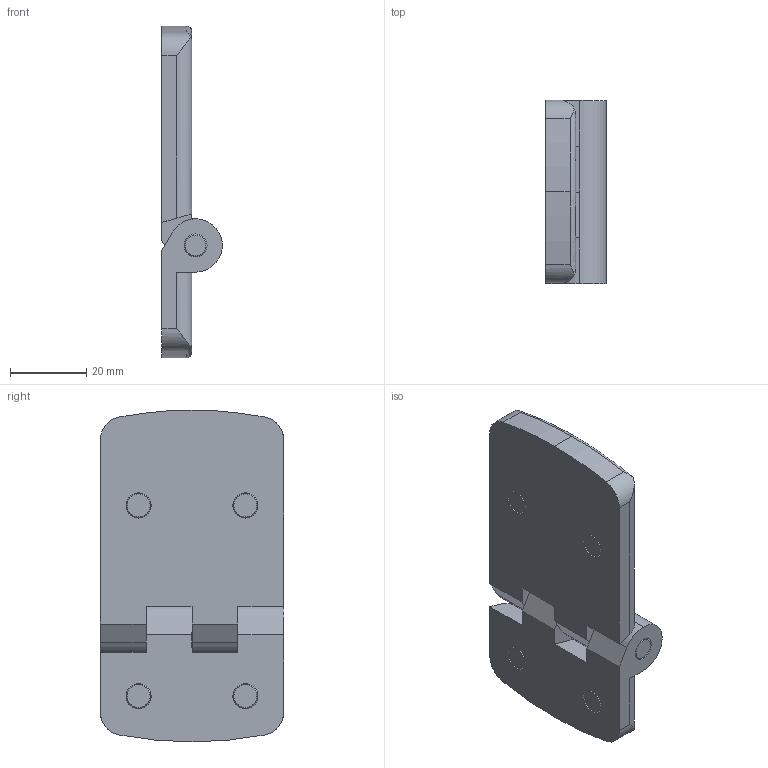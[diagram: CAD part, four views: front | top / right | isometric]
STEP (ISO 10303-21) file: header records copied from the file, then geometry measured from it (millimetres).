
FILE_DESCRIPTION (( 'STEP AP214' ), '1' );
FILE_NAME ('72267271', '2019-02-04T10:04:36', ( '' ), ('JUGARD+KÜNSTNER GmbH'), 'SwSTEP 2.0', 'SolidWorks 2017', '' );
FILE_SCHEMA (( 'AUTOMOTIVE_DESIGN' ));
Length unit declared in the file: millimetre
Products named in the file (1): 72267271_CNAJF00
Bounding box: 15.9 x 48 x 87 mm (x, y, z)
Volume: 33784.6 mm3; surface area: 12129.3 mm2
Topology: 1 solids, 1 shells, 146 faces, 361 edges, 223 vertices
Faces by surface type: plane 64, cylinder 52, cone 20, bspline 10
Entity records: 5279 total; most frequent: CARTESIAN_POINT 1221, DIRECTION 733, ORIENTED_EDGE 722, EDGE_CURVE 361, AXIS2_PLACEMENT_3D 255, VERTEX_POINT 223, VECTOR 223, LINE 223
